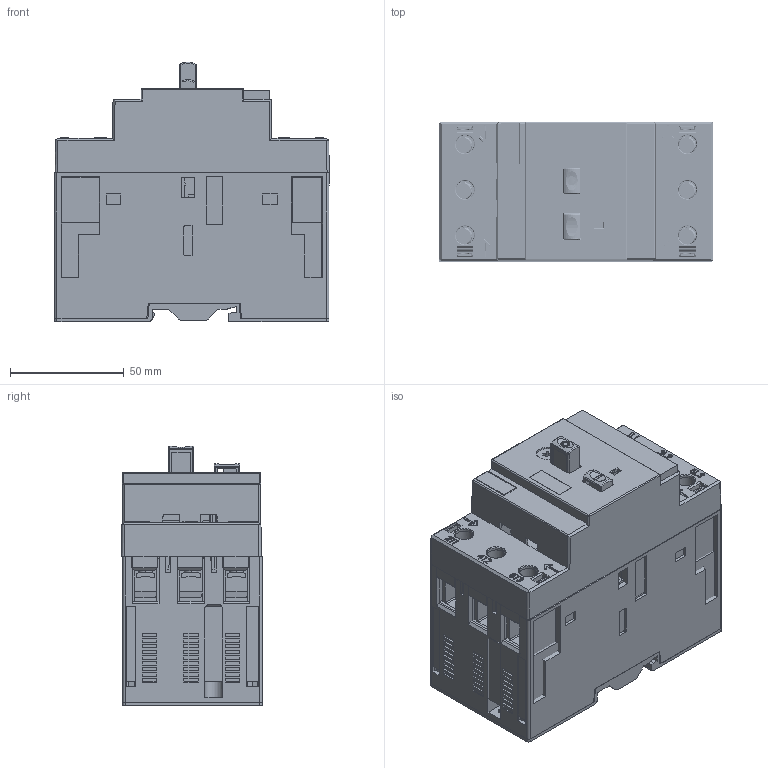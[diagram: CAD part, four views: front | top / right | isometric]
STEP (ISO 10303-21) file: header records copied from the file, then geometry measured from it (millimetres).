
FILE_DESCRIPTION (( 'STEP AP214' ), '1' );
FILE_NAME ('SDM7-803D图.STEP', '2025-03-06T02:10:45', ( '微软用户' ), ( '微软中国' ), 'SwSTEP 2.0', 'SolidWorks 2020', '' );
FILE_SCHEMA (( 'AUTOMOTIVE_DESIGN' ));
Length unit declared in the file: millimetre
Products named in the file (23): __3____; DIANPIAN; PRODUCT_33507; PRODUCT_18757; JIEXIANKUANG_ASM_1_2; JIEXIANKUANG; GV3__-119656_1; 8SDX_314_001_1; SDM7-803Dͼ; PRODUCT_22489; GV3__-54937_1; QIANYINGAN_1; JIEXIANKUANG_ASM_1_6; LUODING; JIEXIANKUANG_ASM_1_5; SAIDE-GAIZI_1; PRODUCT_70373; GV3_____ASM_1; __1; JIEXIANKUANG_ASM_1_4; JIEXIANKUANG_ASM_1_3; XIAOTOUMINGGAI_1; JIEXIANKUANG_ASM_1
Assembly tree (39 placements, depth 3):
  SDM7-803Dͼ
    GV3__-119656_1
    GV3_____ASM_1
      PRODUCT_22489
      __3____
      PRODUCT_18757
      PRODUCT_33507
      PRODUCT_70373
    QIANYINGAN_1
    GV3__-54937_1
    __1  x3
    JIEXIANKUANG_ASM_1
      JIEXIANKUANG
      LUODING
      DIANPIAN
    JIEXIANKUANG_ASM_1_2
      JIEXIANKUANG
      LUODING
      DIANPIAN
    JIEXIANKUANG_ASM_1_3
      JIEXIANKUANG
      LUODING
      DIANPIAN
    JIEXIANKUANG_ASM_1_4
      JIEXIANKUANG
      LUODING
      DIANPIAN
    JIEXIANKUANG_ASM_1_5
      JIEXIANKUANG
      LUODING
      DIANPIAN
    JIEXIANKUANG_ASM_1_6
      JIEXIANKUANG
      LUODING
      DIANPIAN
    SAIDE-GAIZI_1
    8SDX_314_001_1
    XIAOTOUMINGGAI_1
Bounding box: 120.77 x 61.77 x 114.31 mm (x, y, z)
Volume: 41935 mm3; surface area: 291112 mm2
Topology: 26 solids, 256 shells, 5387 faces, 15959 edges, 10911 vertices
Faces by surface type: plane 3921, cylinder 975, bspline 359, cone 56, torus 52, sphere 24
Entity records: 190948 total; most frequent: CARTESIAN_POINT 55606, ORIENTED_EDGE 26710, DIRECTION 22822, EDGE_CURVE 13901, LINE 11530, VECTOR 11530, VERTEX_POINT 9436, AXIS2_PLACEMENT_3D 5646
